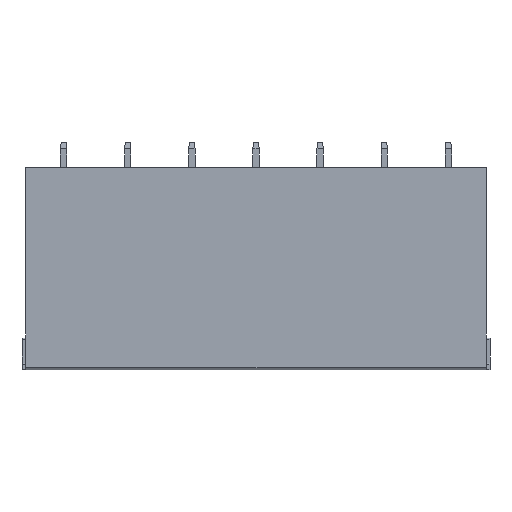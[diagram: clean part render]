
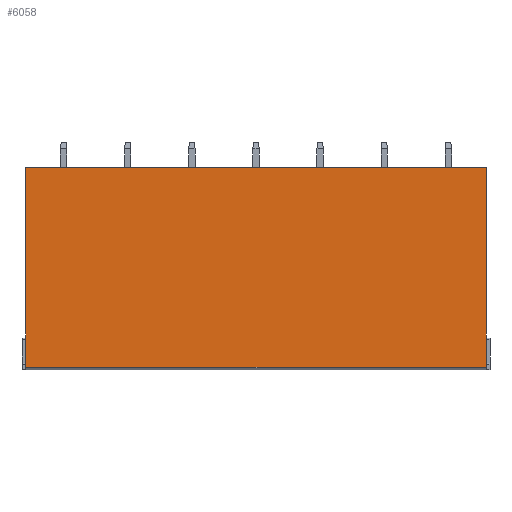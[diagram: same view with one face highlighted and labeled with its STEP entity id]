
A CAD part, left-side view. The second image highlights one B-rep face of the part: STEP entity #6058.
In plain terms, the highlighted planar face has unit normal (-1, 0, 0).
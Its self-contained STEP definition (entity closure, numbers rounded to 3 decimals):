
#94=DIRECTION('',(0.,0.,1.));
#95=VECTOR('',#94,31.6);
#96=CARTESIAN_POINT('',(-6.7,0.,-15.6));
#97=LINE('',#96,#95);
#647=DIRECTION('',(0.,0.,1.));
#648=VECTOR('',#647,31.6);
#649=CARTESIAN_POINT('',(-6.7,-72.96,-15.6));
#650=LINE('',#649,#648);
#812=DIRECTION('',(0.,-1.,0.));
#813=VECTOR('',#812,72.96);
#814=CARTESIAN_POINT('',(-6.7,0.,-15.6));
#815=LINE('',#814,#813);
#816=DIRECTION('',(0.,-1.,0.));
#817=VECTOR('',#816,72.96);
#818=CARTESIAN_POINT('',(-6.7,0.,16.));
#819=LINE('',#818,#817);
#4273=CARTESIAN_POINT('',(-6.7,0.,16.));
#4275=VERTEX_POINT('',#4273);
#4282=CARTESIAN_POINT('',(-6.7,0.,-15.6));
#4284=VERTEX_POINT('',#4282);
#4285=CARTESIAN_POINT('',(-6.7,-72.96,16.));
#4287=VERTEX_POINT('',#4285);
#4294=CARTESIAN_POINT('',(-6.7,-72.96,-15.6));
#4296=VERTEX_POINT('',#4294);
#6046=CARTESIAN_POINT('',(-6.7,0.,-15.6));
#6047=DIRECTION('',(-1.,0.,0.));
#6048=DIRECTION('',(0.,0.,1.));
#6049=AXIS2_PLACEMENT_3D('',#6046,#6047,#6048);
#6050=PLANE('',#6049);
#6051=ORIENTED_EDGE('',*,*,#5527,.T.);
#6053=ORIENTED_EDGE('',*,*,#6052,.T.);
#6054=ORIENTED_EDGE('',*,*,#5828,.F.);
#6055=ORIENTED_EDGE('',*,*,#6039,.F.);
#6056=EDGE_LOOP('',(#6051,#6053,#6054,#6055));
#6057=FACE_OUTER_BOUND('',#6056,.F.);
#5527=EDGE_CURVE('',#4284,#4275,#97,.T.);
#5828=EDGE_CURVE('',#4296,#4287,#650,.T.);
#6039=EDGE_CURVE('',#4284,#4296,#815,.T.);
#6052=EDGE_CURVE('',#4275,#4287,#819,.T.);
#6058=ADVANCED_FACE('',(#6057),#6050,.T.);
